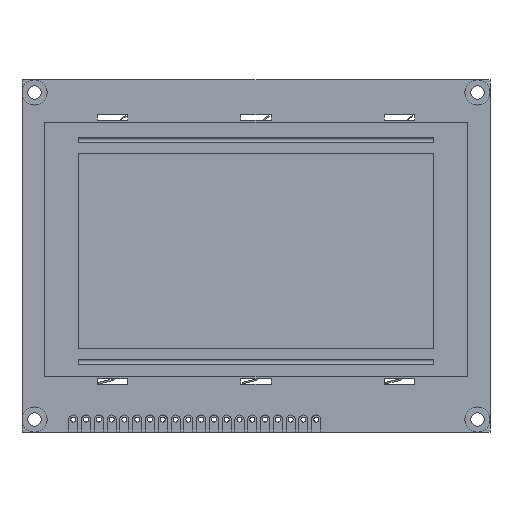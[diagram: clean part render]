
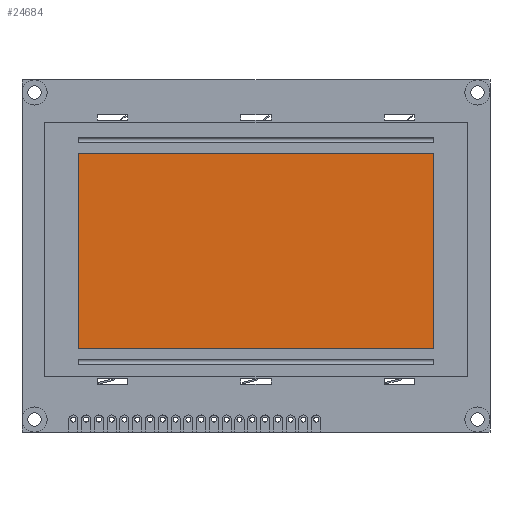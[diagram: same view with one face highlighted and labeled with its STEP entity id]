
A CAD part, top view. The second image highlights one B-rep face of the part: STEP entity #24684.
In plain terms, the highlighted planar face has unit normal (0, 0, 1).
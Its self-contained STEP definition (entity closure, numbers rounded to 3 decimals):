
#24370 = VERTEX_POINT('',#24371);
#24371 = CARTESIAN_POINT('',(11.15,16.6,10.61));
#24378 = PLANE('',#24379);
#24379 = AXIS2_PLACEMENT_3D('',#24380,#24381,#24382);
#24380 = CARTESIAN_POINT('',(11.15,16.6,0.));
#24381 = DIRECTION('',(1.,0.,0.));
#24382 = DIRECTION('',(0.,0.,1.));
#24390 = PLANE('',#24391);
#24391 = AXIS2_PLACEMENT_3D('',#24392,#24393,#24394);
#24392 = CARTESIAN_POINT('',(11.15,16.6,0.));
#24393 = DIRECTION('',(0.,1.,0.));
#24394 = DIRECTION('',(0.,0.,1.));
#24431 = VERTEX_POINT('',#24432);
#24432 = CARTESIAN_POINT('',(11.15,55.4,10.61));
#24446 = PLANE('',#24447);
#24447 = AXIS2_PLACEMENT_3D('',#24448,#24449,#24450);
#24448 = CARTESIAN_POINT('',(11.15,55.4,0.));
#24449 = DIRECTION('',(0.,1.,0.));
#24450 = DIRECTION('',(0.,0.,1.));
#24458 = EDGE_CURVE('',#24370,#24431,#24459,.T.);
#24459 = SURFACE_CURVE('',#24460,(#24464,#24471),.PCURVE_S1.);
#24460 = LINE('',#24461,#24462);
#24461 = CARTESIAN_POINT('',(11.15,16.6,10.61));
#24462 = VECTOR('',#24463,1.);
#24463 = DIRECTION('',(0.,1.,0.));
#24464 = PCURVE('',#24378,#24465);
#24465 = DEFINITIONAL_REPRESENTATION('',(#24466),#24470);
#24466 = LINE('',#24467,#24468);
#24467 = CARTESIAN_POINT('',(10.61,0.));
#24468 = VECTOR('',#24469,1.);
#24469 = DIRECTION('',(0.,-1.));
#24470 = ( GEOMETRIC_REPRESENTATION_CONTEXT(2) 
PARAMETRIC_REPRESENTATION_CONTEXT() REPRESENTATION_CONTEXT('2D SPACE',''
  ) );
#24471 = PCURVE('',#24472,#24477);
#24472 = PLANE('',#24473);
#24473 = AXIS2_PLACEMENT_3D('',#24474,#24475,#24476);
#24474 = CARTESIAN_POINT('',(11.15,16.6,10.61));
#24475 = DIRECTION('',(0.,0.,1.));
#24476 = DIRECTION('',(1.,0.,0.));
#24477 = DEFINITIONAL_REPRESENTATION('',(#24478),#24482);
#24478 = LINE('',#24479,#24480);
#24479 = CARTESIAN_POINT('',(0.,0.));
#24480 = VECTOR('',#24481,1.);
#24481 = DIRECTION('',(0.,1.));
#24482 = ( GEOMETRIC_REPRESENTATION_CONTEXT(2) 
PARAMETRIC_REPRESENTATION_CONTEXT() REPRESENTATION_CONTEXT('2D SPACE',''
  ) );
#24490 = VERTEX_POINT('',#24491);
#24491 = CARTESIAN_POINT('',(81.85,16.6,10.61));
#24498 = PLANE('',#24499);
#24499 = AXIS2_PLACEMENT_3D('',#24500,#24501,#24502);
#24500 = CARTESIAN_POINT('',(81.85,16.6,0.));
#24501 = DIRECTION('',(1.,0.,0.));
#24502 = DIRECTION('',(0.,0.,1.));
#24541 = VERTEX_POINT('',#24542);
#24542 = CARTESIAN_POINT('',(81.85,55.4,10.61));
#24563 = EDGE_CURVE('',#24490,#24541,#24564,.T.);
#24564 = SURFACE_CURVE('',#24565,(#24569,#24576),.PCURVE_S1.);
#24565 = LINE('',#24566,#24567);
#24566 = CARTESIAN_POINT('',(81.85,16.6,10.61));
#24567 = VECTOR('',#24568,1.);
#24568 = DIRECTION('',(0.,1.,0.));
#24569 = PCURVE('',#24498,#24570);
#24570 = DEFINITIONAL_REPRESENTATION('',(#24571),#24575);
#24571 = LINE('',#24572,#24573);
#24572 = CARTESIAN_POINT('',(10.61,0.));
#24573 = VECTOR('',#24574,1.);
#24574 = DIRECTION('',(0.,-1.));
#24575 = ( GEOMETRIC_REPRESENTATION_CONTEXT(2) 
PARAMETRIC_REPRESENTATION_CONTEXT() REPRESENTATION_CONTEXT('2D SPACE',''
  ) );
#24576 = PCURVE('',#24472,#24577);
#24577 = DEFINITIONAL_REPRESENTATION('',(#24578),#24582);
#24578 = LINE('',#24579,#24580);
#24579 = CARTESIAN_POINT('',(70.7,0.));
#24580 = VECTOR('',#24581,1.);
#24581 = DIRECTION('',(0.,1.));
#24582 = ( GEOMETRIC_REPRESENTATION_CONTEXT(2) 
PARAMETRIC_REPRESENTATION_CONTEXT() REPRESENTATION_CONTEXT('2D SPACE',''
  ) );
#24609 = EDGE_CURVE('',#24370,#24490,#24610,.T.);
#24610 = SURFACE_CURVE('',#24611,(#24615,#24622),.PCURVE_S1.);
#24611 = LINE('',#24612,#24613);
#24612 = CARTESIAN_POINT('',(11.15,16.6,10.61));
#24613 = VECTOR('',#24614,1.);
#24614 = DIRECTION('',(1.,0.,0.));
#24615 = PCURVE('',#24390,#24616);
#24616 = DEFINITIONAL_REPRESENTATION('',(#24617),#24621);
#24617 = LINE('',#24618,#24619);
#24618 = CARTESIAN_POINT('',(10.61,0.));
#24619 = VECTOR('',#24620,1.);
#24620 = DIRECTION('',(0.,1.));
#24621 = ( GEOMETRIC_REPRESENTATION_CONTEXT(2) 
PARAMETRIC_REPRESENTATION_CONTEXT() REPRESENTATION_CONTEXT('2D SPACE',''
  ) );
#24622 = PCURVE('',#24472,#24623);
#24623 = DEFINITIONAL_REPRESENTATION('',(#24624),#24628);
#24624 = LINE('',#24625,#24626);
#24625 = CARTESIAN_POINT('',(0.,0.));
#24626 = VECTOR('',#24627,1.);
#24627 = DIRECTION('',(1.,0.));
#24628 = ( GEOMETRIC_REPRESENTATION_CONTEXT(2) 
PARAMETRIC_REPRESENTATION_CONTEXT() REPRESENTATION_CONTEXT('2D SPACE',''
  ) );
#24656 = EDGE_CURVE('',#24431,#24541,#24657,.T.);
#24657 = SURFACE_CURVE('',#24658,(#24662,#24669),.PCURVE_S1.);
#24658 = LINE('',#24659,#24660);
#24659 = CARTESIAN_POINT('',(11.15,55.4,10.61));
#24660 = VECTOR('',#24661,1.);
#24661 = DIRECTION('',(1.,0.,0.));
#24662 = PCURVE('',#24446,#24663);
#24663 = DEFINITIONAL_REPRESENTATION('',(#24664),#24668);
#24664 = LINE('',#24665,#24666);
#24665 = CARTESIAN_POINT('',(10.61,0.));
#24666 = VECTOR('',#24667,1.);
#24667 = DIRECTION('',(0.,1.));
#24668 = ( GEOMETRIC_REPRESENTATION_CONTEXT(2) 
PARAMETRIC_REPRESENTATION_CONTEXT() REPRESENTATION_CONTEXT('2D SPACE',''
  ) );
#24669 = PCURVE('',#24472,#24670);
#24670 = DEFINITIONAL_REPRESENTATION('',(#24671),#24675);
#24671 = LINE('',#24672,#24673);
#24672 = CARTESIAN_POINT('',(0.,38.8));
#24673 = VECTOR('',#24674,1.);
#24674 = DIRECTION('',(1.,0.));
#24675 = ( GEOMETRIC_REPRESENTATION_CONTEXT(2) 
PARAMETRIC_REPRESENTATION_CONTEXT() REPRESENTATION_CONTEXT('2D SPACE',''
  ) );
#24684 = ADVANCED_FACE('',(#24685),#24472,.T.);
#24685 = FACE_BOUND('',#24686,.T.);
#24686 = EDGE_LOOP('',(#24687,#24688,#24689,#24690));
#24687 = ORIENTED_EDGE('',*,*,#24458,.F.);
#24688 = ORIENTED_EDGE('',*,*,#24609,.T.);
#24689 = ORIENTED_EDGE('',*,*,#24563,.T.);
#24690 = ORIENTED_EDGE('',*,*,#24656,.F.);
